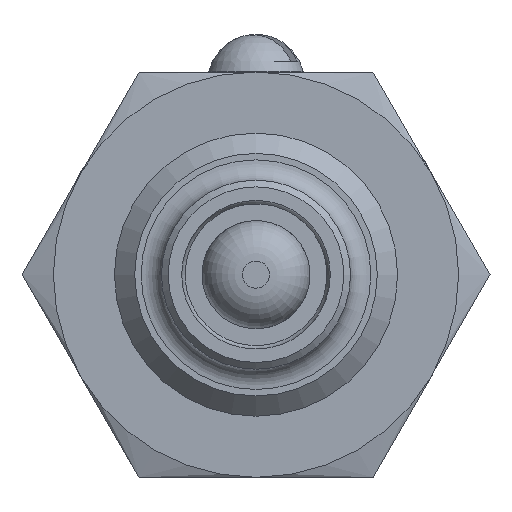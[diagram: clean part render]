
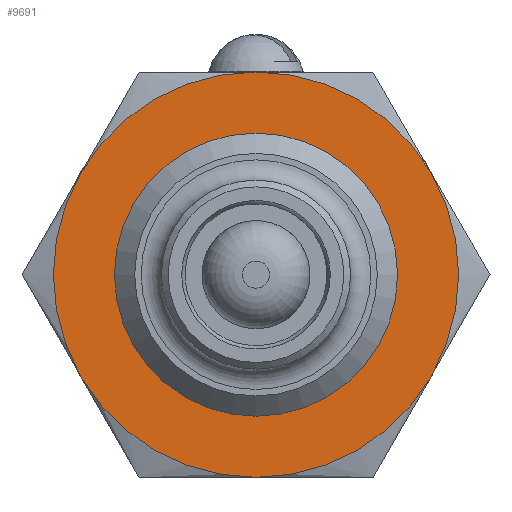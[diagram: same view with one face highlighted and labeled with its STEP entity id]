
A CAD part, left-side view. The second image highlights one B-rep face of the part: STEP entity #9691.
In plain terms, the highlighted planar face has unit normal (-1, 0, 0).
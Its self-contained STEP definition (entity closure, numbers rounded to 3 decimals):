
#621=CIRCLE('',#10430,10.);
#624=CIRCLE('',#10442,15.);
#625=CIRCLE('',#10443,15.);
#626=CIRCLE('',#10444,15.);
#627=CIRCLE('',#10445,15.);
#628=CIRCLE('',#10446,15.);
#629=CIRCLE('',#10447,15.);
#1865=ORIENTED_EDGE('',*,*,#3591,.T.);
#1866=ORIENTED_EDGE('',*,*,#3618,.F.);
#1867=ORIENTED_EDGE('',*,*,#3619,.F.);
#1868=ORIENTED_EDGE('',*,*,#3620,.F.);
#1869=ORIENTED_EDGE('',*,*,#3621,.F.);
#1870=ORIENTED_EDGE('',*,*,#3622,.F.);
#1871=ORIENTED_EDGE('',*,*,#3623,.F.);
#3591=EDGE_CURVE('',#4486,#4486,#621,.T.);
#3618=EDGE_CURVE('',#4495,#4499,#624,.T.);
#3619=EDGE_CURVE('',#4490,#4495,#625,.T.);
#3620=EDGE_CURVE('',#4505,#4490,#626,.T.);
#3621=EDGE_CURVE('',#4440,#4505,#627,.T.);
#3622=EDGE_CURVE('',#4503,#4440,#628,.T.);
#3623=EDGE_CURVE('',#4499,#4503,#629,.T.);
#4440=VERTEX_POINT('',#14035);
#4486=VERTEX_POINT('',#14171);
#4490=VERTEX_POINT('',#14185);
#4495=VERTEX_POINT('',#14209);
#4499=VERTEX_POINT('',#14231);
#4503=VERTEX_POINT('',#14253);
#4505=VERTEX_POINT('',#14272);
#5279=EDGE_LOOP('',(#1865));
#5280=EDGE_LOOP('',(#1866,#1867,#1868,#1869,#1870,#1871));
#6233=FACE_BOUND('',#5279,.T.);
#6234=FACE_BOUND('',#5280,.T.);
#7117=PLANE('',#10441);
#9691=ADVANCED_FACE('',(#6233,#6234),#7117,.F.);
#10430=AXIS2_PLACEMENT_3D('',#14170,#11621,#11622);
#10441=AXIS2_PLACEMENT_3D('',#14286,#11647,#11648);
#10442=AXIS2_PLACEMENT_3D('',#14287,#11649,#11650);
#10443=AXIS2_PLACEMENT_3D('',#14288,#11651,#11652);
#10444=AXIS2_PLACEMENT_3D('',#14289,#11653,#11654);
#10445=AXIS2_PLACEMENT_3D('',#14290,#11655,#11656);
#10446=AXIS2_PLACEMENT_3D('',#14291,#11657,#11658);
#10447=AXIS2_PLACEMENT_3D('',#14292,#11659,#11660);
#11621=DIRECTION('',(1.,0.,0.));
#11622=DIRECTION('',(0.,0.,-1.));
#11647=DIRECTION('',(1.,0.,0.));
#11648=DIRECTION('',(0.,0.,-1.));
#11649=DIRECTION('',(1.,0.,0.));
#11650=DIRECTION('',(0.,0.,-1.));
#11651=DIRECTION('',(1.,0.,0.));
#11652=DIRECTION('',(0.,0.,-1.));
#11653=DIRECTION('',(1.,0.,0.));
#11654=DIRECTION('',(0.,0.,-1.));
#11655=DIRECTION('',(1.,0.,0.));
#11656=DIRECTION('',(0.,0.,-1.));
#11657=DIRECTION('',(1.,0.,0.));
#11658=DIRECTION('',(0.,0.,-1.));
#11659=DIRECTION('',(1.,0.,0.));
#11660=DIRECTION('',(0.,0.,-1.));
#14035=CARTESIAN_POINT('',(13.,0.,15.));
#14170=CARTESIAN_POINT('',(13.,0.,0.));
#14171=CARTESIAN_POINT('',(13.,0.,-10.));
#14185=CARTESIAN_POINT('',(13.,-12.99,-7.5));
#14209=CARTESIAN_POINT('',(13.,0.,-15.));
#14231=CARTESIAN_POINT('',(13.,12.99,-7.5));
#14253=CARTESIAN_POINT('',(13.,12.99,7.5));
#14272=CARTESIAN_POINT('',(13.,-12.99,7.5));
#14286=CARTESIAN_POINT('',(13.,0.,9.));
#14287=CARTESIAN_POINT('',(13.,0.,0.));
#14288=CARTESIAN_POINT('',(13.,0.,0.));
#14289=CARTESIAN_POINT('',(13.,0.,0.));
#14290=CARTESIAN_POINT('',(13.,0.,0.));
#14291=CARTESIAN_POINT('',(13.,0.,0.));
#14292=CARTESIAN_POINT('',(13.,0.,0.));
